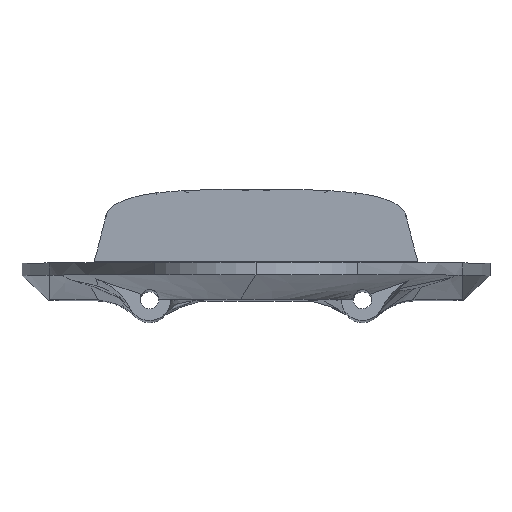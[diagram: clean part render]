
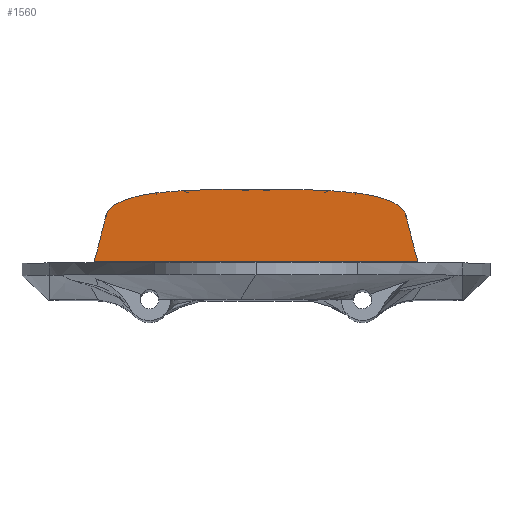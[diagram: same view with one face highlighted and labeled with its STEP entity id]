
A CAD part, top view. The second image highlights one B-rep face of the part: STEP entity #1560.
In plain terms, the highlighted planar face has unit normal (0, 0.951, 0.309).
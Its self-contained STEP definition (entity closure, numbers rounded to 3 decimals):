
#16=ELLIPSE('',#1670,3220.191,3062.584);
#18=ELLIPSE('',#1678,3220.191,3062.584);
#23=ELLIPSE('',#1706,26.889,25.573);
#24=ELLIPSE('',#1707,121.799,115.838);
#25=ELLIPSE('',#1708,121.799,115.838);
#26=ELLIPSE('',#1709,26.889,25.573);
#124=B_SPLINE_CURVE_WITH_KNOTS('',3,(#4569,#4570,#4571,#4572,#4573,#4574),
 .UNSPECIFIED.,.F.,.F.,(4,2,4),(0.,0.665,1.733),
 .UNSPECIFIED.);
#125=B_SPLINE_CURVE_WITH_KNOTS('',3,(#4578,#4579,#4580,#4581,#4582,#4583),
 .UNSPECIFIED.,.F.,.F.,(4,2,4),(0.,0.753,1.758),
 .UNSPECIFIED.);
#215=PLANE('',#1705);
#280=FACE_OUTER_BOUND('',#382,.T.);
#382=EDGE_LOOP('',(#1337,#1338,#1339,#1340,#1341,#1342,#1343,#1344,#1345,
#1346));
#455=LINE('',#4562,#515);
#456=LINE('',#4576,#516);
#515=VECTOR('',#1981,10.);
#516=VECTOR('',#1988,10.);
#648=VERTEX_POINT('',#2315);
#649=VERTEX_POINT('',#2322);
#669=VERTEX_POINT('',#2560);
#670=VERTEX_POINT('',#2562);
#745=VERTEX_POINT('',#4564);
#746=VERTEX_POINT('',#4566);
#747=VERTEX_POINT('',#4568);
#748=VERTEX_POINT('',#4575);
#749=VERTEX_POINT('',#4577);
#750=VERTEX_POINT('',#4584);
#826=EDGE_CURVE('',#648,#649,#16,.T.);
#852=EDGE_CURVE('',#669,#670,#18,.T.);
#963=EDGE_CURVE('',#670,#648,#455,.T.);
#964=EDGE_CURVE('',#745,#669,#23,.T.);
#965=EDGE_CURVE('',#746,#745,#24,.T.);
#966=EDGE_CURVE('',#747,#746,#124,.T.);
#967=EDGE_CURVE('',#747,#748,#456,.T.);
#968=EDGE_CURVE('',#749,#748,#125,.T.);
#969=EDGE_CURVE('',#750,#749,#25,.T.);
#970=EDGE_CURVE('',#649,#750,#26,.T.);
#1337=ORIENTED_EDGE('',*,*,#963,.F.);
#1338=ORIENTED_EDGE('',*,*,#852,.F.);
#1339=ORIENTED_EDGE('',*,*,#964,.F.);
#1340=ORIENTED_EDGE('',*,*,#965,.F.);
#1341=ORIENTED_EDGE('',*,*,#966,.F.);
#1342=ORIENTED_EDGE('',*,*,#967,.T.);
#1343=ORIENTED_EDGE('',*,*,#968,.F.);
#1344=ORIENTED_EDGE('',*,*,#969,.F.);
#1345=ORIENTED_EDGE('',*,*,#970,.F.);
#1346=ORIENTED_EDGE('',*,*,#826,.F.);
#1560=ADVANCED_FACE('',(#280),#215,.F.);
#1670=AXIS2_PLACEMENT_3D('',#2323,#1885,#1886);
#1678=AXIS2_PLACEMENT_3D('',#2563,#1903,#1904);
#1705=AXIS2_PLACEMENT_3D('',#4563,#1982,#1983);
#1706=AXIS2_PLACEMENT_3D('',#4565,#1984,#1985);
#1707=AXIS2_PLACEMENT_3D('',#4567,#1986,#1987);
#1708=AXIS2_PLACEMENT_3D('',#4585,#1989,#1990);
#1709=AXIS2_PLACEMENT_3D('',#4586,#1991,#1992);
#1885=DIRECTION('center_axis',(0.,0.951,0.309));
#1886=DIRECTION('ref_axis',(0.,0.309,-0.951));
#1903=DIRECTION('center_axis',(0.,0.951,0.309));
#1904=DIRECTION('ref_axis',(0.,0.309,-0.951));
#1981=DIRECTION('',(-1.,0.,0.));
#1982=DIRECTION('center_axis',(0.,-0.951,-0.309));
#1983=DIRECTION('ref_axis',(0.,-0.309,0.951));
#1984=DIRECTION('center_axis',(0.,-0.951,-0.309));
#1985=DIRECTION('ref_axis',(0.,0.309,-0.951));
#1986=DIRECTION('center_axis',(0.,-0.951,-0.309));
#1987=DIRECTION('ref_axis',(0.,0.309,-0.951));
#1988=DIRECTION('',(-1.,0.,0.));
#1989=DIRECTION('center_axis',(0.,-0.951,-0.309));
#1990=DIRECTION('ref_axis',(0.,0.309,-0.951));
#1991=DIRECTION('center_axis',(0.,-0.951,-0.309));
#1992=DIRECTION('ref_axis',(0.,0.309,-0.951));
#2315=CARTESIAN_POINT('',(-53.608,4.979,-195.33));
#2322=CARTESIAN_POINT('',(-49.662,20.638,-243.522));
#2323=CARTESIAN_POINT('Origin',(-3103.91,94.007,-469.329));
#2560=CARTESIAN_POINT('',(48.879,20.638,-243.522));
#2562=CARTESIAN_POINT('',(52.825,4.979,-195.33));
#2563=CARTESIAN_POINT('Origin',(3103.127,94.007,-469.329));
#4562=CARTESIAN_POINT('',(37.304,4.979,-195.33));
#4563=CARTESIAN_POINT('Origin',(75.,28.962,-269.141));
#4564=CARTESIAN_POINT('',(32.218,27.822,-265.632));
#4565=CARTESIAN_POINT('Origin',(23.376,20.025,-241.637));
#4566=CARTESIAN_POINT('',(23.527,28.533,-267.821));
#4567=CARTESIAN_POINT('Origin',(-0.392,-8.294,-154.479));
#4568=CARTESIAN_POINT('',(5.746,28.962,-269.141));
#4569=CARTESIAN_POINT('Ctrl Pts',(5.746,28.962,-269.141));
#4570=CARTESIAN_POINT('Ctrl Pts',(7.962,28.962,-269.141));
#4571=CARTESIAN_POINT('Ctrl Pts',(10.349,28.957,-269.127));
#4572=CARTESIAN_POINT('Ctrl Pts',(16.316,28.884,-268.901));
#4573=CARTESIAN_POINT('Ctrl Pts',(19.957,28.777,-268.574));
#4574=CARTESIAN_POINT('Ctrl Pts',(23.527,28.533,-267.821));
#4575=CARTESIAN_POINT('',(-6.529,28.962,-269.141));
#4576=CARTESIAN_POINT('',(75.,28.962,-269.141));
#4577=CARTESIAN_POINT('',(-24.311,28.533,-267.821));
#4578=CARTESIAN_POINT('Ctrl Pts',(-24.311,28.533,-267.821));
#4579=CARTESIAN_POINT('Ctrl Pts',(-21.859,28.701,-268.338));
#4580=CARTESIAN_POINT('Ctrl Pts',(-19.366,28.804,-268.655));
#4581=CARTESIAN_POINT('Ctrl Pts',(-13.512,28.95,-269.104));
#4582=CARTESIAN_POINT('Ctrl Pts',(-10.112,28.962,-269.141));
#4583=CARTESIAN_POINT('Ctrl Pts',(-6.529,28.962,-269.141));
#4584=CARTESIAN_POINT('',(-33.001,27.822,-265.632));
#4585=CARTESIAN_POINT('Origin',(-0.392,-8.294,-154.479));
#4586=CARTESIAN_POINT('Origin',(-24.159,20.025,-241.637));
